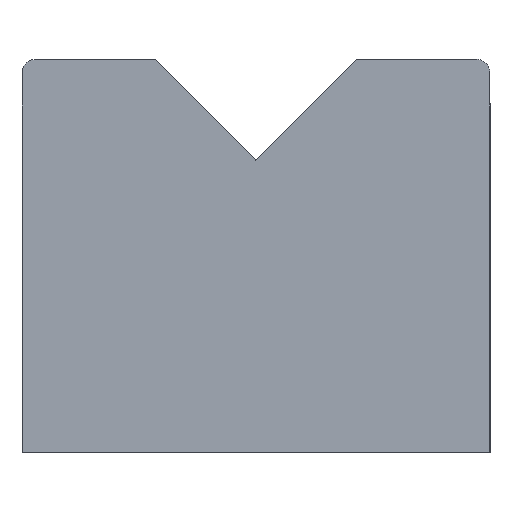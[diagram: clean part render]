
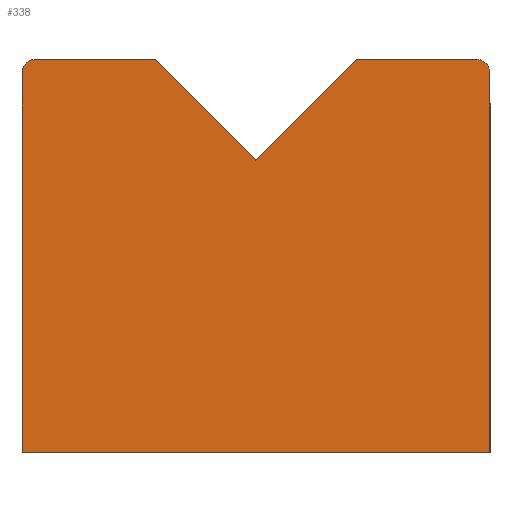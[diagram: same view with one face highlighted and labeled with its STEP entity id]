
A CAD part, left-side view. The second image highlights one B-rep face of the part: STEP entity #338.
In plain terms, the highlighted planar face has unit normal (-1, 0, 0).
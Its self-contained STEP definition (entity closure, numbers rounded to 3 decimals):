
#43 = VERTEX_POINT('',#44);
#44 = CARTESIAN_POINT('',(-53.75,-35.,0.));
#50 = EDGE_CURVE('',#51,#43,#53,.T.);
#51 = VERTEX_POINT('',#52);
#52 = CARTESIAN_POINT('',(-53.75,35.,0.));
#53 = LINE('',#54,#55);
#54 = CARTESIAN_POINT('',(-53.75,35.,0.));
#55 = VECTOR('',#56,1.);
#56 = DIRECTION('',(0.,-1.,0.));
#232 = EDGE_CURVE('',#51,#233,#235,.T.);
#233 = VERTEX_POINT('',#234);
#234 = CARTESIAN_POINT('',(-53.75,35.,56.785));
#235 = LINE('',#236,#237);
#236 = CARTESIAN_POINT('',(-53.75,35.,0.));
#237 = VECTOR('',#238,1.);
#238 = DIRECTION('',(0.,0.,1.));
#288 = EDGE_CURVE('',#43,#289,#291,.T.);
#289 = VERTEX_POINT('',#290);
#290 = CARTESIAN_POINT('',(-53.75,-35.,56.785));
#291 = LINE('',#292,#293);
#292 = CARTESIAN_POINT('',(-53.75,-35.,0.));
#293 = VECTOR('',#294,1.);
#294 = DIRECTION('',(0.,0.,1.));
#338 = ADVANCED_FACE('',(#339),#392,.T.);
#339 = FACE_BOUND('',#340,.T.);
#340 = EDGE_LOOP('',(#341,#342,#343,#344,#353,#361,#369,#377,#385));
#341 = ORIENTED_EDGE('',*,*,#232,.F.);
#342 = ORIENTED_EDGE('',*,*,#50,.T.);
#343 = ORIENTED_EDGE('',*,*,#288,.T.);
#344 = ORIENTED_EDGE('',*,*,#345,.F.);
#345 = EDGE_CURVE('',#346,#289,#348,.T.);
#346 = VERTEX_POINT('',#347);
#347 = CARTESIAN_POINT('',(-53.75,-33.,58.81));
#348 = ELLIPSE('',#349,2.025,2.);
#349 = AXIS2_PLACEMENT_3D('',#350,#351,#352);
#350 = CARTESIAN_POINT('',(-53.75,-33.,56.785));
#351 = DIRECTION('',(1.,-0.,0.));
#352 = DIRECTION('',(0.,0.,-1.));
#353 = ORIENTED_EDGE('',*,*,#354,.F.);
#354 = EDGE_CURVE('',#355,#346,#357,.T.);
#355 = VERTEX_POINT('',#356);
#356 = CARTESIAN_POINT('',(-53.75,-15.,58.81));
#357 = LINE('',#358,#359);
#358 = CARTESIAN_POINT('',(-53.75,35.,58.81));
#359 = VECTOR('',#360,1.);
#360 = DIRECTION('',(0.,-1.,0.));
#361 = ORIENTED_EDGE('',*,*,#362,.T.);
#362 = EDGE_CURVE('',#355,#363,#365,.T.);
#363 = VERTEX_POINT('',#364);
#364 = CARTESIAN_POINT('',(-53.75,0.,43.623));
#365 = LINE('',#366,#367);
#366 = CARTESIAN_POINT('',(-53.75,12.047,31.426));
#367 = VECTOR('',#368,1.);
#368 = DIRECTION('',(0.,0.703,-0.711));
#369 = ORIENTED_EDGE('',*,*,#370,.T.);
#370 = EDGE_CURVE('',#363,#371,#373,.T.);
#371 = VERTEX_POINT('',#372);
#372 = CARTESIAN_POINT('',(-53.75,15.,58.81));
#373 = LINE('',#374,#375);
#374 = CARTESIAN_POINT('',(-53.75,-2.17,41.426));
#375 = VECTOR('',#376,1.);
#376 = DIRECTION('',(0.,0.703,0.711));
#377 = ORIENTED_EDGE('',*,*,#378,.F.);
#378 = EDGE_CURVE('',#379,#371,#381,.T.);
#379 = VERTEX_POINT('',#380);
#380 = CARTESIAN_POINT('',(-53.75,33.,58.81));
#381 = LINE('',#382,#383);
#382 = CARTESIAN_POINT('',(-53.75,35.,58.81));
#383 = VECTOR('',#384,1.);
#384 = DIRECTION('',(0.,-1.,0.));
#385 = ORIENTED_EDGE('',*,*,#386,.F.);
#386 = EDGE_CURVE('',#233,#379,#387,.T.);
#387 = ELLIPSE('',#388,2.025,2.);
#388 = AXIS2_PLACEMENT_3D('',#389,#390,#391);
#389 = CARTESIAN_POINT('',(-53.75,33.,56.785));
#390 = DIRECTION('',(1.,-0.,0.));
#391 = DIRECTION('',(0.,0.,-1.));
#392 = PLANE('',#393);
#393 = AXIS2_PLACEMENT_3D('',#394,#395,#396);
#394 = CARTESIAN_POINT('',(-53.75,35.,0.));
#395 = DIRECTION('',(-1.,0.,0.));
#396 = DIRECTION('',(0.,0.,1.));
